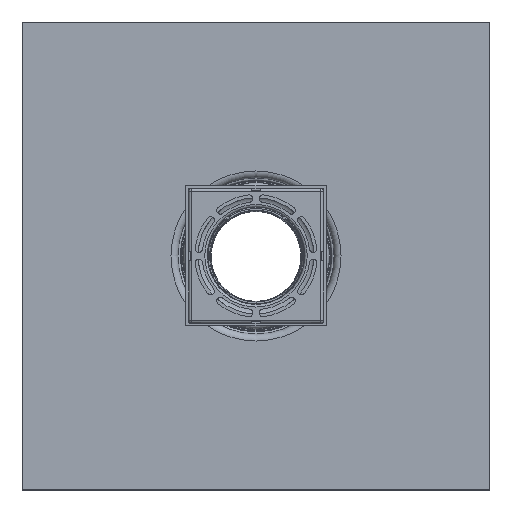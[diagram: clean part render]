
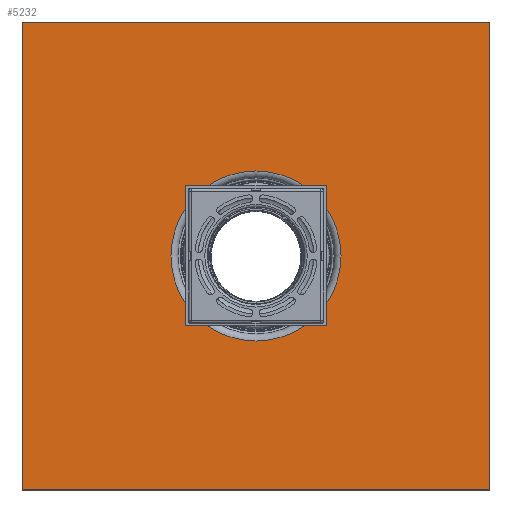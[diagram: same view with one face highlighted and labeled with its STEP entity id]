
A CAD part, top view. The second image highlights one B-rep face of the part: STEP entity #5232.
In plain terms, the highlighted planar face has unit normal (0, 0, 1).
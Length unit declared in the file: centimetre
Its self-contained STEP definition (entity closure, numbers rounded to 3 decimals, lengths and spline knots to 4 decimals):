
#370=FACE_BOUND('',#1305,.T.);
#447=CIRCLE('',#6330,90.8789);
#926=FACE_OUTER_BOUND('',#1304,.T.);
#1304=EDGE_LOOP('',(#3277,#3278,#3279,#3280));
#1305=EDGE_LOOP('',(#3281));
#1753=VERTEX_POINT('',#9286);
#1754=VERTEX_POINT('',#9288);
#1756=VERTEX_POINT('',#9294);
#1759=VERTEX_POINT('',#9299);
#1761=VERTEX_POINT('',#9312);
#2343=EDGE_CURVE('',#1753,#1754,#5633,.T.);
#2349=EDGE_CURVE('',#1759,#1756,#5639,.T.);
#2350=EDGE_CURVE('',#1754,#1759,#5640,.T.);
#2353=EDGE_CURVE('',#1753,#1756,#5643,.T.);
#2355=EDGE_CURVE('',#1761,#1761,#447,.T.);
#3277=ORIENTED_EDGE('',*,*,#2353,.T.);
#3278=ORIENTED_EDGE('',*,*,#2349,.F.);
#3279=ORIENTED_EDGE('',*,*,#2350,.F.);
#3280=ORIENTED_EDGE('',*,*,#2343,.F.);
#3281=ORIENTED_EDGE('',*,*,#2355,.T.);
#5089=PLANE('',#6329);
#5232=ADVANCED_FACE('',(#926,#370),#5089,.F.);
#5633=LINE('',#9289,#5978);
#5639=LINE('',#9301,#5984);
#5640=LINE('',#9303,#5985);
#5643=LINE('',#9307,#5988);
#5978=VECTOR('',#7200,1.);
#5984=VECTOR('',#7208,1.);
#5985=VECTOR('',#7211,1.);
#5988=VECTOR('',#7216,1.);
#6329=AXIS2_PLACEMENT_3D('',#9311,#7221,#7222);
#6330=AXIS2_PLACEMENT_3D('',#9313,#7223,#7224);
#7200=DIRECTION('',(1.,0.,0.));
#7208=DIRECTION('',(-1.,0.,0.));
#7211=DIRECTION('',(0.,-1.,0.));
#7216=DIRECTION('',(0.,-1.,0.));
#7221=DIRECTION('center_axis',(0.,0.,-1.));
#7222=DIRECTION('ref_axis',(0.,-1.,0.));
#7223=DIRECTION('center_axis',(0.,0.,-1.));
#7224=DIRECTION('ref_axis',(1.,0.,0.));
#9286=CARTESIAN_POINT('',(-250.,250.,252.0038));
#9288=CARTESIAN_POINT('',(250.,250.,252.0038));
#9289=CARTESIAN_POINT('',(0.,250.,252.0038));
#9294=CARTESIAN_POINT('',(-250.,-250.,252.0038));
#9299=CARTESIAN_POINT('',(250.,-250.,252.0038));
#9301=CARTESIAN_POINT('',(0.,-250.,252.0038));
#9303=CARTESIAN_POINT('',(250.,0.,252.0038));
#9307=CARTESIAN_POINT('',(-250.,0.,252.0038));
#9311=CARTESIAN_POINT('Origin',(0.,0.,
252.0038));
#9312=CARTESIAN_POINT('',(0.,-90.8789,252.0038));
#9313=CARTESIAN_POINT('Origin',(0.,0.,
252.0038));
